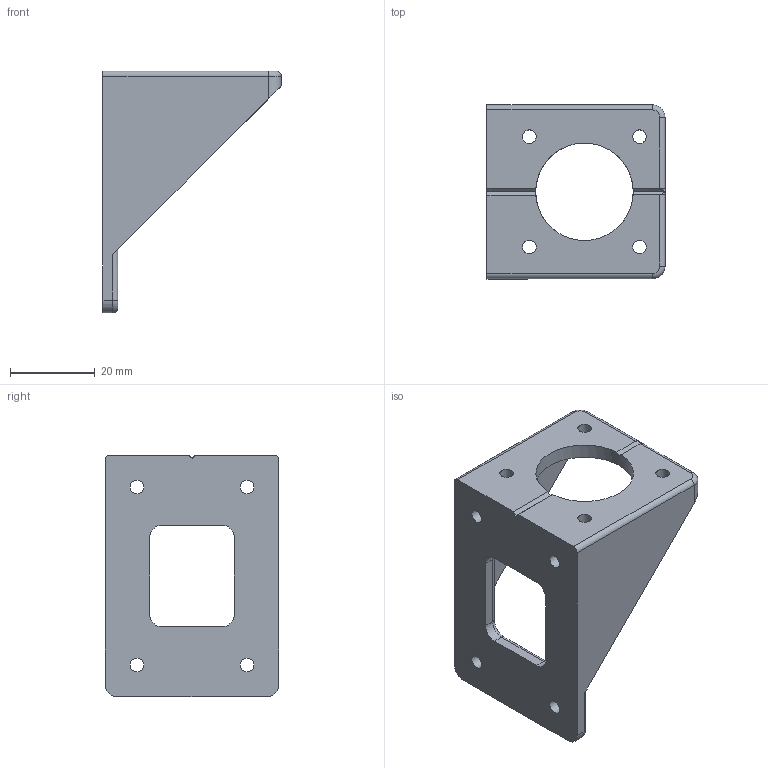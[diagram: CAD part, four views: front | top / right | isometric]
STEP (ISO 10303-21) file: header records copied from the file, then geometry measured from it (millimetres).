
FILE_DESCRIPTION(('FreeCAD Model'),'2;1');
FILE_NAME('Open CASCADE Shape Model','2024-05-25T12:11:29',(''),(''), 'Open CASCADE STEP processor 7.6','FreeCAD','Unknown');
FILE_SCHEMA(('AUTOMOTIVE_DESIGN { 1 0 10303 214 1 1 1 1 }'));
Length unit declared in the file: millimetre
Products named in the file (1): motor.holder
Bounding box: 42 x 41 x 57 mm (x, y, z)
Volume: 14711.2 mm3; surface area: 10374.2 mm2
Topology: 1 solids, 1 shells, 59 faces, 152 edges, 94 vertices
Faces by surface type: cylinder 28, plane 21, torus 8, bspline 2
Full cylindrical faces by diameter (mm): 3.2 x8, 23 x1
Entity records: 4193 total; most frequent: CARTESIAN_POINT 1179, DIRECTION 547, ORIENTED_EDGE 304, PCURVE 304, DEFINITIONAL_REPRESENTATION 304, LINE 271, VECTOR 271, EDGE_CURVE 152
